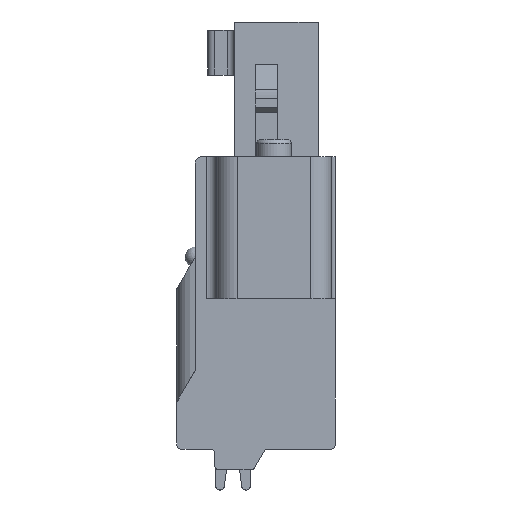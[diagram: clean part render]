
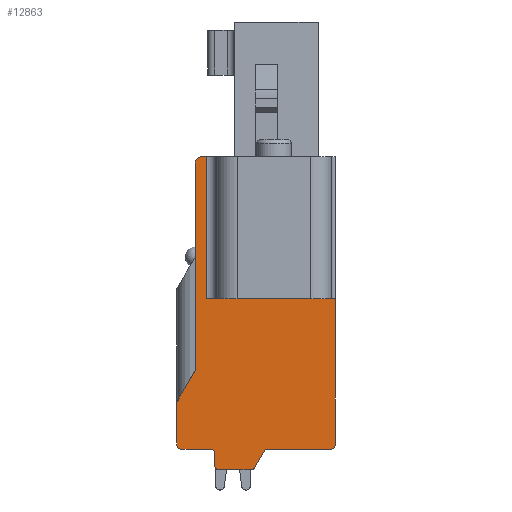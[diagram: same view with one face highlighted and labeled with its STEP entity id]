
A CAD part, front view. The second image highlights one B-rep face of the part: STEP entity #12863.
In plain terms, the highlighted planar face has unit normal (0, -1, 0).
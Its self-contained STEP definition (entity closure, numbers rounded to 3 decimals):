
#4019=DIRECTION('',(0.,0.,-1.));
#4020=VECTOR('',#4019,7.15);
#4021=CARTESIAN_POINT('',(0.,-11.43,-6.95));
#4022=LINE('',#4021,#4020);
#4023=CARTESIAN_POINT('',(-0.2,-11.43,-14.1));
#4024=DIRECTION('',(0.,1.,0.));
#4025=DIRECTION('',(1.,0.,0.));
#4026=AXIS2_PLACEMENT_3D('',#4023,#4024,#4025);
#4028=DIRECTION('',(-1.,0.,0.));
#4029=VECTOR('',#4028,3.107);
#4030=CARTESIAN_POINT('',(-0.2,-11.43,-14.3));
#4031=LINE('',#4030,#4029);
#4032=CARTESIAN_POINT('',(-3.307,-11.43,-14.5));
#4033=DIRECTION('',(0.,-1.,0.));
#4034=DIRECTION('',(0.,0.,1.));
#4035=AXIS2_PLACEMENT_3D('',#4032,#4033,#4034);
#4037=DIRECTION('',(-0.5,0.,-0.866));
#4038=VECTOR('',#4037,0.924);
#4039=CARTESIAN_POINT('',(-3.48,-11.43,
-14.4));
#4040=LINE('',#4039,#4038);
#4041=CARTESIAN_POINT('',(-4.115,-11.43,-15.1));
#4042=DIRECTION('',(0.,1.,0.));
#4043=DIRECTION('',(0.866,0.,-0.5));
#4044=AXIS2_PLACEMENT_3D('',#4041,#4042,#4043);
#4046=DIRECTION('',(-1.,0.,0.));
#4047=VECTOR('',#4046,1.585);
#4048=CARTESIAN_POINT('',(-4.115,-11.43,-15.3));
#4049=LINE('',#4048,#4047);
#4050=CARTESIAN_POINT('',(-5.7,-11.43,-15.1));
#4051=DIRECTION('',(0.,1.,0.));
#4052=DIRECTION('',(0.,0.,-1.));
#4053=AXIS2_PLACEMENT_3D('',#4050,#4051,#4052);
#4055=DIRECTION('',(0.,0.,1.));
#4056=VECTOR('',#4055,0.6);
#4057=CARTESIAN_POINT('',(-5.9,-11.43,-15.1));
#4058=LINE('',#4057,#4056);
#4059=CARTESIAN_POINT('',(-6.1,-11.43,-14.5));
#4060=DIRECTION('',(0.,-1.,0.));
#4061=DIRECTION('',(1.,0.,0.));
#4062=AXIS2_PLACEMENT_3D('',#4059,#4060,#4061);
#4064=DIRECTION('',(-1.,0.,0.));
#4065=VECTOR('',#4064,1.45);
#4066=CARTESIAN_POINT('',(-6.1,-11.43,-14.3));
#4067=LINE('',#4066,#4065);
#4068=CARTESIAN_POINT('',(-7.55,-11.43,-14.1));
#4069=DIRECTION('',(0.,1.,0.));
#4070=DIRECTION('',(0.,0.,-1.));
#4071=AXIS2_PLACEMENT_3D('',#4068,#4069,#4070);
#4073=DIRECTION('',(0.,0.,1.));
#4074=VECTOR('',#4073,2.1);
#4075=CARTESIAN_POINT('',(-7.75,-11.43,-14.1));
#4076=LINE('',#4075,#4074);
#4077=DIRECTION('',(0.5,0.,0.866));
#4078=VECTOR('',#4077,1.8);
#4079=CARTESIAN_POINT('',(-7.75,-11.43,-12.));
#4080=LINE('',#4079,#4078);
#4081=DIRECTION('',(0.,0.,1.));
#4082=VECTOR('',#4081,10.141);
#4083=CARTESIAN_POINT('',(-6.85,-11.43,
-10.441));
#4084=LINE('',#4083,#4082);
#4085=CARTESIAN_POINT('',(-6.55,-11.43,-0.3));
#4086=DIRECTION('',(0.,1.,0.));
#4087=DIRECTION('',(-1.,0.,0.));
#4088=AXIS2_PLACEMENT_3D('',#4085,#4086,#4087);
#4090=DIRECTION('',(1.,0.,0.));
#4091=VECTOR('',#4090,0.25);
#4092=CARTESIAN_POINT('',(-6.55,-11.43,0.));
#4093=LINE('',#4092,#4091);
#4098=DIRECTION('',(0.,0.,1.));
#4099=VECTOR('',#4098,6.95);
#4100=CARTESIAN_POINT('',(-6.3,-11.43,-6.95));
#4101=LINE('',#4100,#4099);
#4128=DIRECTION('',(-1.,0.,0.));
#4129=VECTOR('',#4128,6.3);
#4130=CARTESIAN_POINT('',(0.,-11.43,-6.95));
#4131=LINE('',#4130,#4129);
#7353=CARTESIAN_POINT('',(-6.3,-11.43,0.));
#7354=VERTEX_POINT('',#7353);
#7355=CARTESIAN_POINT('',(-6.55,-11.43,0.));
#7356=VERTEX_POINT('',#7355);
#7409=CARTESIAN_POINT('',(-6.85,-11.43,
-0.3));
#7410=VERTEX_POINT('',#7409);
#7411=CARTESIAN_POINT('',(-6.85,-11.43,
-10.441));
#7412=VERTEX_POINT('',#7411);
#7435=CARTESIAN_POINT('',(-7.75,-11.43,-12.));
#7436=VERTEX_POINT('',#7435);
#7437=CARTESIAN_POINT('',(-7.75,-11.43,-14.1));
#7438=VERTEX_POINT('',#7437);
#7439=CARTESIAN_POINT('',(-7.55,-11.43,-14.3));
#7440=VERTEX_POINT('',#7439);
#7441=CARTESIAN_POINT('',(-6.1,-11.43,-14.3));
#7442=VERTEX_POINT('',#7441);
#7447=CARTESIAN_POINT('',(-3.307,-11.43,-14.3));
#7448=VERTEX_POINT('',#7447);
#7449=CARTESIAN_POINT('',(-0.2,-11.43,-14.3));
#7450=VERTEX_POINT('',#7449);
#7467=CARTESIAN_POINT('',(0.,-11.43,-14.1));
#7468=VERTEX_POINT('',#7467);
#7469=CARTESIAN_POINT('',(0.,-11.43,-6.95));
#7470=VERTEX_POINT('',#7469);
#7471=CARTESIAN_POINT('',(-6.3,-11.43,-6.95));
#7472=VERTEX_POINT('',#7471);
#7473=CARTESIAN_POINT('',(-3.48,-11.43,
-14.4));
#7474=VERTEX_POINT('',#7473);
#7475=CARTESIAN_POINT('',(-3.942,-11.43,
-15.2));
#7476=VERTEX_POINT('',#7475);
#7477=CARTESIAN_POINT('',(-4.115,-11.43,-15.3));
#7478=VERTEX_POINT('',#7477);
#7479=CARTESIAN_POINT('',(-5.7,-11.43,-15.3));
#7480=VERTEX_POINT('',#7479);
#7481=CARTESIAN_POINT('',(-5.9,-11.43,-15.1));
#7482=VERTEX_POINT('',#7481);
#7483=CARTESIAN_POINT('',(-5.9,-11.43,-14.5));
#7484=VERTEX_POINT('',#7483);
#12827=CARTESIAN_POINT('',(0.,-11.43,0.));
#12828=DIRECTION('',(0.,1.,0.));
#12829=DIRECTION('',(1.,0.,0.));
#12830=AXIS2_PLACEMENT_3D('',#12827,#12828,#12829);
#12831=PLANE('',#12830);
#12833=ORIENTED_EDGE('',*,*,#12832,.F.);
#12835=ORIENTED_EDGE('',*,*,#12834,.F.);
#12836=ORIENTED_EDGE('',*,*,#8119,.T.);
#12837=ORIENTED_EDGE('',*,*,#8138,.T.);
#12838=ORIENTED_EDGE('',*,*,#8161,.T.);
#12840=ORIENTED_EDGE('',*,*,#12839,.T.);
#12842=ORIENTED_EDGE('',*,*,#12841,.T.);
#12844=ORIENTED_EDGE('',*,*,#12843,.T.);
#12846=ORIENTED_EDGE('',*,*,#12845,.T.);
#12848=ORIENTED_EDGE('',*,*,#12847,.T.);
#12850=ORIENTED_EDGE('',*,*,#12849,.T.);
#12852=ORIENTED_EDGE('',*,*,#12851,.T.);
#12853=ORIENTED_EDGE('',*,*,#8153,.T.);
#12854=ORIENTED_EDGE('',*,*,#11278,.T.);
#12855=ORIENTED_EDGE('',*,*,#11301,.T.);
#12857=ORIENTED_EDGE('',*,*,#12856,.T.);
#12858=ORIENTED_EDGE('',*,*,#11375,.T.);
#12859=ORIENTED_EDGE('',*,*,#12821,.T.);
#12860=ORIENTED_EDGE('',*,*,#7755,.T.);
#12861=EDGE_LOOP('',(#12833,#12835,#12836,#12837,#12838,#12840,#12842,#12844,
#12846,#12848,#12850,#12852,#12853,#12854,#12855,#12857,#12858,#12859,#12860));
#12862=FACE_OUTER_BOUND('',#12861,.F.);
#4027=CIRCLE('',#4026,0.2);
#4036=CIRCLE('',#4035,0.2);
#4045=CIRCLE('',#4044,0.2);
#4054=CIRCLE('',#4053,0.2);
#4063=CIRCLE('',#4062,0.2);
#4072=CIRCLE('',#4071,0.2);
#4089=CIRCLE('',#4088,0.3);
#7755=EDGE_CURVE('',#7356,#7354,#4093,.T.);
#8119=EDGE_CURVE('',#7470,#7468,#4022,.T.);
#8138=EDGE_CURVE('',#7468,#7450,#4027,.T.);
#8153=EDGE_CURVE('',#7442,#7440,#4067,.T.);
#8161=EDGE_CURVE('',#7450,#7448,#4031,.T.);
#11278=EDGE_CURVE('',#7440,#7438,#4072,.T.);
#11301=EDGE_CURVE('',#7438,#7436,#4076,.T.);
#11375=EDGE_CURVE('',#7412,#7410,#4084,.T.);
#12821=EDGE_CURVE('',#7410,#7356,#4089,.T.);
#12832=EDGE_CURVE('',#7472,#7354,#4101,.T.);
#12834=EDGE_CURVE('',#7470,#7472,#4131,.T.);
#12839=EDGE_CURVE('',#7448,#7474,#4036,.T.);
#12841=EDGE_CURVE('',#7474,#7476,#4040,.T.);
#12843=EDGE_CURVE('',#7476,#7478,#4045,.T.);
#12845=EDGE_CURVE('',#7478,#7480,#4049,.T.);
#12847=EDGE_CURVE('',#7480,#7482,#4054,.T.);
#12849=EDGE_CURVE('',#7482,#7484,#4058,.T.);
#12851=EDGE_CURVE('',#7484,#7442,#4063,.T.);
#12856=EDGE_CURVE('',#7436,#7412,#4080,.T.);
#12863=ADVANCED_FACE('',(#12862),#12831,.F.);
